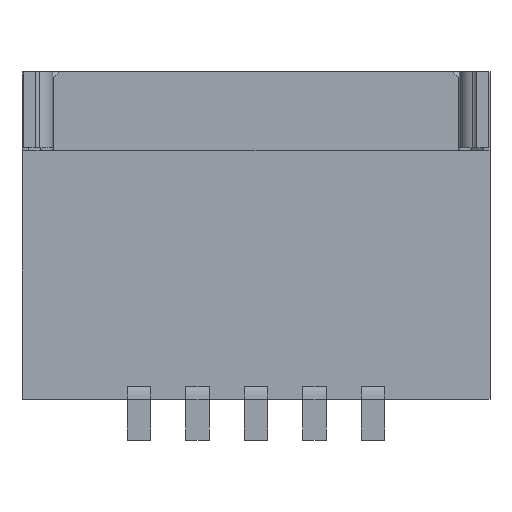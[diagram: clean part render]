
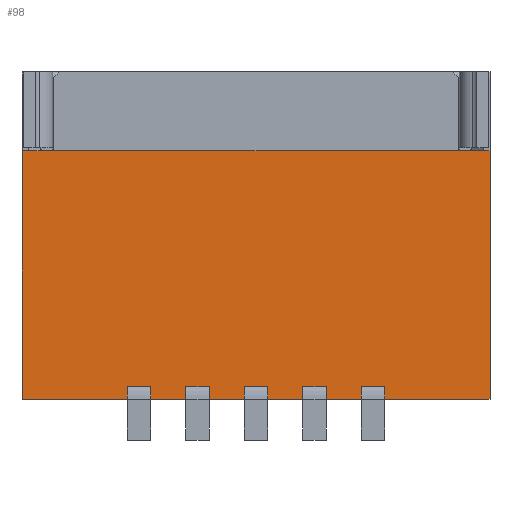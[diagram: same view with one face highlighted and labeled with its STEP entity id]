
A CAD part, front view. The second image highlights one B-rep face of the part: STEP entity #98.
In plain terms, the highlighted planar face has unit normal (0, -1, 0).
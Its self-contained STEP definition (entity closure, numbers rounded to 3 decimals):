
#98=ADVANCED_FACE('',(#298),#299,.T.);
#298=FACE_OUTER_BOUND('',#596,.T.);
#299=PLANE('',#597);
#596=EDGE_LOOP('',(#1234,#1235,#1236,#1237,#1238,#1239,#1240,#1241,#1242,#1243,#1244,#1245,#1246,#1247,#1248,#1249,#1250,#1251,#1252,#1253,#1254,#1255,#1256,#1257));
#597=AXIS2_PLACEMENT_3D('',#1258,#1259,#1260);
#1234=ORIENTED_EDGE('',*,*,#2182,.T.);
#1235=ORIENTED_EDGE('',*,*,#2183,.F.);
#1236=ORIENTED_EDGE('',*,*,#2184,.F.);
#1237=ORIENTED_EDGE('',*,*,#2121,.T.);
#1238=ORIENTED_EDGE('',*,*,#2108,.F.);
#1239=ORIENTED_EDGE('',*,*,#2129,.F.);
#1240=ORIENTED_EDGE('',*,*,#2185,.F.);
#1241=ORIENTED_EDGE('',*,*,#2186,.T.);
#1242=ORIENTED_EDGE('',*,*,#2187,.T.);
#1243=ORIENTED_EDGE('',*,*,#2188,.F.);
#1244=ORIENTED_EDGE('',*,*,#2189,.F.);
#1245=ORIENTED_EDGE('',*,*,#2190,.T.);
#1246=ORIENTED_EDGE('',*,*,#2191,.T.);
#1247=ORIENTED_EDGE('',*,*,#2192,.F.);
#1248=ORIENTED_EDGE('',*,*,#2193,.F.);
#1249=ORIENTED_EDGE('',*,*,#2194,.T.);
#1250=ORIENTED_EDGE('',*,*,#2195,.T.);
#1251=ORIENTED_EDGE('',*,*,#2196,.F.);
#1252=ORIENTED_EDGE('',*,*,#2197,.F.);
#1253=ORIENTED_EDGE('',*,*,#2198,.T.);
#1254=ORIENTED_EDGE('',*,*,#2199,.T.);
#1255=ORIENTED_EDGE('',*,*,#2200,.F.);
#1256=ORIENTED_EDGE('',*,*,#2201,.F.);
#1257=ORIENTED_EDGE('',*,*,#2202,.T.);
#1258=CARTESIAN_POINT('',(-4.0,-1.5,0.0));
#1259=DIRECTION('',(0.0,-1.0,0.0));
#1260=DIRECTION('',(0.0,0.0,-1.0));
#2108=EDGE_CURVE('',#2574,#2576,#2577,.T.);
#2121=EDGE_CURVE('',#2596,#2576,#2597,.T.);
#2129=EDGE_CURVE('',#2607,#2574,#2609,.T.);
#2182=EDGE_CURVE('',#2684,#2685,#2686,.T.);
#2183=EDGE_CURVE('',#2687,#2685,#2688,.T.);
#2184=EDGE_CURVE('',#2596,#2687,#2689,.T.);
#2185=EDGE_CURVE('',#2690,#2607,#2691,.T.);
#2186=EDGE_CURVE('',#2690,#2692,#2693,.T.);
#2187=EDGE_CURVE('',#2692,#2694,#2695,.T.);
#2188=EDGE_CURVE('',#2696,#2694,#2697,.T.);
#2189=EDGE_CURVE('',#2698,#2696,#2699,.T.);
#2190=EDGE_CURVE('',#2698,#2700,#2701,.T.);
#2191=EDGE_CURVE('',#2700,#2702,#2703,.T.);
#2192=EDGE_CURVE('',#2704,#2702,#2705,.T.);
#2193=EDGE_CURVE('',#2706,#2704,#2707,.T.);
#2194=EDGE_CURVE('',#2706,#2708,#2709,.T.);
#2195=EDGE_CURVE('',#2708,#2710,#2711,.T.);
#2196=EDGE_CURVE('',#2712,#2710,#2713,.T.);
#2197=EDGE_CURVE('',#2714,#2712,#2715,.T.);
#2198=EDGE_CURVE('',#2714,#2716,#2717,.T.);
#2199=EDGE_CURVE('',#2716,#2718,#2719,.T.);
#2200=EDGE_CURVE('',#2720,#2718,#2721,.T.);
#2201=EDGE_CURVE('',#2722,#2720,#2723,.T.);
#2202=EDGE_CURVE('',#2722,#2684,#2724,.T.);
#2574=VERTEX_POINT('',#3308);
#2576=VERTEX_POINT('',#3311);
#2577=LINE('',#3312,#3313);
#2596=VERTEX_POINT('',#3344);
#2597=LINE('',#3345,#3346);
#2607=VERTEX_POINT('',#3362);
#2609=LINE('',#3365,#3366);
#2684=VERTEX_POINT('',#3485);
#2685=VERTEX_POINT('',#3486);
#2686=LINE('',#3487,#3488);
#2687=VERTEX_POINT('',#3489);
#2688=LINE('',#3490,#3491);
#2689=LINE('',#3492,#3493);
#2690=VERTEX_POINT('',#3494);
#2691=LINE('',#3495,#3496);
#2692=VERTEX_POINT('',#3497);
#2693=LINE('',#3498,#3499);
#2694=VERTEX_POINT('',#3500);
#2695=LINE('',#3501,#3502);
#2696=VERTEX_POINT('',#3503);
#2697=LINE('',#3504,#3505);
#2698=VERTEX_POINT('',#3506);
#2699=LINE('',#3507,#3508);
#2700=VERTEX_POINT('',#3509);
#2701=LINE('',#3510,#3511);
#2702=VERTEX_POINT('',#3512);
#2703=LINE('',#3513,#3514);
#2704=VERTEX_POINT('',#3515);
#2705=LINE('',#3516,#3517);
#2706=VERTEX_POINT('',#3518);
#2707=LINE('',#3519,#3520);
#2708=VERTEX_POINT('',#3521);
#2709=LINE('',#3522,#3523);
#2710=VERTEX_POINT('',#3524);
#2711=LINE('',#3525,#3526);
#2712=VERTEX_POINT('',#3527);
#2713=LINE('',#3528,#3529);
#2714=VERTEX_POINT('',#3530);
#2715=LINE('',#3531,#3532);
#2716=VERTEX_POINT('',#3533);
#2717=LINE('',#3534,#3535);
#2718=VERTEX_POINT('',#3536);
#2719=LINE('',#3537,#3538);
#2720=VERTEX_POINT('',#3539);
#2721=LINE('',#3540,#3541);
#2722=VERTEX_POINT('',#3542);
#2723=LINE('',#3543,#3544);
#2724=LINE('',#3545,#3546);
#3308=CARTESIAN_POINT('',(-4.0,-1.5,-1.35));
#3311=CARTESIAN_POINT('',(4.0,-1.5,-1.35));
#3312=CARTESIAN_POINT('',(-4.0,-1.5,-1.35));
#3313=VECTOR('',#4202,8.0);
#3344=CARTESIAN_POINT('',(4.0,-1.5,-5.6));
#3345=CARTESIAN_POINT('',(4.0,-1.5,-5.6));
#3346=VECTOR('',#4215,4.25);
#3362=CARTESIAN_POINT('',(-4.0,-1.5,-5.6));
#3365=CARTESIAN_POINT('',(-4.0,-1.5,-5.6));
#3366=VECTOR('',#4223,4.25);
#3485=CARTESIAN_POINT('',(1.8,-1.5,-5.382));
#3486=CARTESIAN_POINT('',(2.2,-1.5,-5.382));
#3487=CARTESIAN_POINT('',(1.8,-1.5,-5.382));
#3488=VECTOR('',#4292,0.4);
#3489=CARTESIAN_POINT('',(2.2,-1.5,-5.6));
#3490=CARTESIAN_POINT('',(2.2,-1.5,-5.6));
#3491=VECTOR('',#4293,0.218);
#3492=CARTESIAN_POINT('',(4.0,-1.5,-5.6));
#3493=VECTOR('',#4294,1.8);
#3494=CARTESIAN_POINT('',(-2.2,-1.5,-5.6));
#3495=CARTESIAN_POINT('',(-2.2,-1.5,-5.6));
#3496=VECTOR('',#4295,1.8);
#3497=CARTESIAN_POINT('',(-2.2,-1.5,-5.382));
#3498=CARTESIAN_POINT('',(-2.2,-1.5,-5.6));
#3499=VECTOR('',#4296,0.218);
#3500=CARTESIAN_POINT('',(-1.8,-1.5,-5.382));
#3501=CARTESIAN_POINT('',(-2.2,-1.5,-5.382));
#3502=VECTOR('',#4297,0.4);
#3503=CARTESIAN_POINT('',(-1.8,-1.5,-5.6));
#3504=CARTESIAN_POINT('',(-1.8,-1.5,-5.6));
#3505=VECTOR('',#4298,0.218);
#3506=CARTESIAN_POINT('',(-1.2,-1.5,-5.6));
#3507=CARTESIAN_POINT('',(-1.2,-1.5,-5.6));
#3508=VECTOR('',#4299,0.6);
#3509=CARTESIAN_POINT('',(-1.2,-1.5,-5.382));
#3510=CARTESIAN_POINT('',(-1.2,-1.5,-5.6));
#3511=VECTOR('',#4300,0.218);
#3512=CARTESIAN_POINT('',(-0.8,-1.5,-5.382));
#3513=CARTESIAN_POINT('',(-1.2,-1.5,-5.382));
#3514=VECTOR('',#4301,0.4);
#3515=CARTESIAN_POINT('',(-0.8,-1.5,-5.6));
#3516=CARTESIAN_POINT('',(-0.8,-1.5,-5.6));
#3517=VECTOR('',#4302,0.218);
#3518=CARTESIAN_POINT('',(-0.2,-1.5,-5.6));
#3519=CARTESIAN_POINT('',(-0.2,-1.5,-5.6));
#3520=VECTOR('',#4303,0.6);
#3521=CARTESIAN_POINT('',(-0.2,-1.5,-5.382));
#3522=CARTESIAN_POINT('',(-0.2,-1.5,-5.6));
#3523=VECTOR('',#4304,0.218);
#3524=CARTESIAN_POINT('',(0.2,-1.5,-5.382));
#3525=CARTESIAN_POINT('',(-0.2,-1.5,-5.382));
#3526=VECTOR('',#4305,0.4);
#3527=CARTESIAN_POINT('',(0.2,-1.5,-5.6));
#3528=CARTESIAN_POINT('',(0.2,-1.5,-5.6));
#3529=VECTOR('',#4306,0.218);
#3530=CARTESIAN_POINT('',(0.8,-1.5,-5.6));
#3531=CARTESIAN_POINT('',(0.8,-1.5,-5.6));
#3532=VECTOR('',#4307,0.6);
#3533=CARTESIAN_POINT('',(0.8,-1.5,-5.382));
#3534=CARTESIAN_POINT('',(0.8,-1.5,-5.6));
#3535=VECTOR('',#4308,0.218);
#3536=CARTESIAN_POINT('',(1.2,-1.5,-5.382));
#3537=CARTESIAN_POINT('',(0.8,-1.5,-5.382));
#3538=VECTOR('',#4309,0.4);
#3539=CARTESIAN_POINT('',(1.2,-1.5,-5.6));
#3540=CARTESIAN_POINT('',(1.2,-1.5,-5.6));
#3541=VECTOR('',#4310,0.218);
#3542=CARTESIAN_POINT('',(1.8,-1.5,-5.6));
#3543=CARTESIAN_POINT('',(1.8,-1.5,-5.6));
#3544=VECTOR('',#4311,0.6);
#3545=CARTESIAN_POINT('',(1.8,-1.5,-5.6));
#3546=VECTOR('',#4312,0.218);
#4202=DIRECTION('',(1.0,0.0,0.0));
#4215=DIRECTION('',(0.0,0.0,1.0));
#4223=DIRECTION('',(0.0,0.0,1.0));
#4292=DIRECTION('',(1.0,0.0,0.0));
#4293=DIRECTION('',(0.0,0.0,1.0));
#4294=DIRECTION('',(-1.0,0.0,0.0));
#4295=DIRECTION('',(-1.0,0.0,0.0));
#4296=DIRECTION('',(0.0,0.0,1.0));
#4297=DIRECTION('',(1.0,0.0,0.0));
#4298=DIRECTION('',(0.0,0.0,1.0));
#4299=DIRECTION('',(-1.0,0.0,0.0));
#4300=DIRECTION('',(0.0,0.0,1.0));
#4301=DIRECTION('',(1.0,0.0,0.0));
#4302=DIRECTION('',(0.0,0.0,1.0));
#4303=DIRECTION('',(-1.0,0.0,0.0));
#4304=DIRECTION('',(0.0,0.0,1.0));
#4305=DIRECTION('',(1.0,0.0,0.0));
#4306=DIRECTION('',(0.0,0.0,1.0));
#4307=DIRECTION('',(-1.0,0.0,0.0));
#4308=DIRECTION('',(0.0,0.0,1.0));
#4309=DIRECTION('',(1.0,0.0,0.0));
#4310=DIRECTION('',(0.0,0.0,1.0));
#4311=DIRECTION('',(-1.0,0.0,0.0));
#4312=DIRECTION('',(0.0,0.0,1.0));
